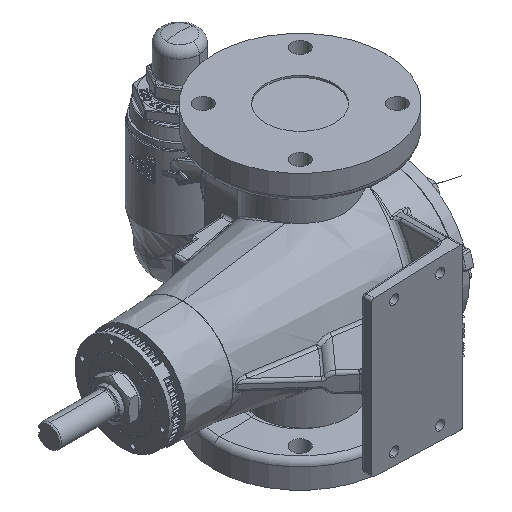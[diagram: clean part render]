
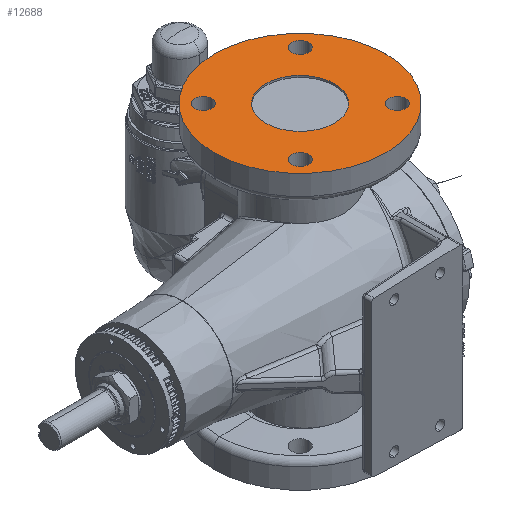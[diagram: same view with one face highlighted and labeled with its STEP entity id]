
A CAD part, isometric view. The second image highlights one B-rep face of the part: STEP entity #12688.
In plain terms, the highlighted planar face has unit normal (0, 0, 1).
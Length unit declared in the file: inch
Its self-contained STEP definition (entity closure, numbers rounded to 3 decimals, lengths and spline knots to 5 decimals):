
#1138 = CARTESIAN_POINT ( 'NONE',  ( -4.24632, -1.00132, 6. ) ) ;
#1442 = EDGE_LOOP ( 'NONE', ( #165343, #145632 ) ) ;
#6969 = ORIENTED_EDGE ( 'NONE', *, *, #169951, .T. ) ;
#7303 = FACE_BOUND ( 'NONE', #14890, .T. ) ;
#7451 = CARTESIAN_POINT ( 'NONE',  ( -4.62132, 3.24132, 6. ) ) ;
#8539 = CARTESIAN_POINT ( 'NONE',  ( -4., 1.12, 6. ) ) ;
#11656 = CARTESIAN_POINT ( 'NONE',  ( -0.37868, -1.00132, 6. ) ) ;
#11831 = AXIS2_PLACEMENT_3D ( 'NONE', #123714, #38817, #81549 ) ;
#12246 = DIRECTION ( 'NONE',  ( 0., 1., 0. ) ) ;
#12688 = ADVANCED_FACE ( 'Defeatured_0_2171', ( #7303, #16260, #171632, #36234, #58397, #118412 ), #78690, .F. ) ;
#14890 = EDGE_LOOP ( 'NONE', ( #126584, #6969 ) ) ;
#16260 = FACE_BOUND ( 'NONE', #164301, .T. ) ;
#16660 = DIRECTION ( 'NONE',  ( -1., 0., 0. ) ) ;
#17284 = CARTESIAN_POINT ( 'NONE',  ( -2.5, 1.12, 6. ) ) ;
#18427 = EDGE_CURVE ( 'Defeatured_0_2176+Defeatured_0_2171+Defeatured_0_2171+Defeatured_0_2171', #52119, #92211, #43706, .T. ) ;
#21144 = VERTEX_POINT ( 'NONE', #92682 ) ;
#24205 = CARTESIAN_POINT ( 'NONE',  ( -4.99632, 3.24132, 6. ) ) ;
#25667 = EDGE_CURVE ( 'Defeatured_0_2171+Defeatured_0_2173+Defeatured_0_2173+Defeatured_0_2173', #69677, #21144, #135025, .T. ) ;
#25680 = EDGE_CURVE ( 'Defeatured_0_2171+Defeatured_0_2172+Defeatured_0_2172+Defeatured_0_2172', #37331, #84077, #99549, .T. ) ;
#30350 = EDGE_CURVE ( 'Defeatured_0_2171+Defeatured_0_2174+Defeatured_0_2174+Defeatured_0_2174', #138603, #143888, #178184, .T. ) ;
#30380 = DIRECTION ( 'NONE',  ( 0., 0., -1. ) ) ;
#31453 = EDGE_CURVE ( 'Defeatured_0_2171+Defeatured_0_2169+Defeatured_0_2169+Defeatured_0_2169', #51483, #113222, #153280, .T. ) ;
#35216 = AXIS2_PLACEMENT_3D ( 'NONE', #156105, #71104, #71730 ) ;
#36234 = FACE_BOUND ( 'NONE', #71463, .T. ) ;
#37331 = VERTEX_POINT ( 'NONE', #88256 ) ;
#38552 = VERTEX_POINT ( 'NONE', #8539 ) ;
#38817 = DIRECTION ( 'NONE',  ( 0., 0., -1. ) ) ;
#41511 = AXIS2_PLACEMENT_3D ( 'NONE', #101982, #102601, #157237 ) ;
#43706 = CIRCLE ( 'NONE', #11831, 3.75 ) ;
#43919 = CARTESIAN_POINT ( 'NONE',  ( -0.00368, 3.24132, 6. ) ) ;
#44182 = CIRCLE ( 'NONE', #118628, 0.375 ) ;
#49529 = DIRECTION ( 'NONE',  ( -1., 0., 0. ) ) ;
#51483 = VERTEX_POINT ( 'NONE', #127908 ) ;
#51597 = CARTESIAN_POINT ( 'NONE',  ( -0.37868, 3.24132, 6. ) ) ;
#52119 = VERTEX_POINT ( 'NONE', #60856 ) ;
#55173 = EDGE_LOOP ( 'NONE', ( #137514, #179140 ) ) ;
#55819 = CARTESIAN_POINT ( 'NONE',  ( -2.5, 1.12, 6. ) ) ;
#56642 = AXIS2_PLACEMENT_3D ( 'NONE', #55819, #70741, #154521 ) ;
#58397 = FACE_BOUND ( 'NONE', #55173, .T. ) ;
#59665 = ORIENTED_EDGE ( 'NONE', *, *, #169071, .T. ) ;
#60726 = EDGE_CURVE ( 'Defeatured_0_2170+Defeatured_0_2171+Defeatured_0_2171+Defeatured_0_2171', #38552, #174771, #62245, .T. ) ;
#60856 = CARTESIAN_POINT ( 'NONE',  ( -6.25, 1.12, 6. ) ) ;
#61938 = CARTESIAN_POINT ( 'NONE',  ( -2.66758, 1.10845, 6. ) ) ;
#62245 = CIRCLE ( 'NONE', #123701, 1.5 ) ;
#63167 = EDGE_CURVE ( 'Defeatured_0_2176+Defeatured_0_2171+Defeatured_0_2171+Defeatured_0_2171', #92211, #52119, #169833, .T. ) ;
#63359 = AXIS2_PLACEMENT_3D ( 'NONE', #11656, #110911, #12246 ) ;
#64256 = EDGE_CURVE ( 'Defeatured_0_2171+Defeatured_0_2172+Defeatured_0_2172+Defeatured_0_2172', #84077, #37331, #183843, .T. ) ;
#66753 = CARTESIAN_POINT ( 'NONE',  ( -1., 1.12, 6. ) ) ;
#69378 = CARTESIAN_POINT ( 'NONE',  ( -2.5, 1.12, 6. ) ) ;
#69677 = VERTEX_POINT ( 'NONE', #94635 ) ;
#70741 = DIRECTION ( 'NONE',  ( 0., 0., 1. ) ) ;
#71104 = DIRECTION ( 'NONE',  ( 0., 0., -1. ) ) ;
#71463 = EDGE_LOOP ( 'NONE', ( #59665, #111064 ) ) ;
#71730 = DIRECTION ( 'NONE',  ( 1., 0., 0. ) ) ;
#75399 = AXIS2_PLACEMENT_3D ( 'NONE', #85439, #96671, #111587 ) ;
#77239 = AXIS2_PLACEMENT_3D ( 'NONE', #104124, #30380, #49529 ) ;
#78690 = PLANE ( 'NONE',  #95224 ) ;
#81549 = DIRECTION ( 'NONE',  ( -1., 0., 0. ) ) ;
#84077 = VERTEX_POINT ( 'NONE', #1138 ) ;
#85439 = CARTESIAN_POINT ( 'NONE',  ( -0.37868, -1.00132, 6. ) ) ;
#86061 = DIRECTION ( 'NONE',  ( 1., 0., 0. ) ) ;
#88256 = CARTESIAN_POINT ( 'NONE',  ( -4.99632, -1.00132, 6. ) ) ;
#92211 = VERTEX_POINT ( 'NONE', #109601 ) ;
#92682 = CARTESIAN_POINT ( 'NONE',  ( -0.75368, -1.00132, 6. ) ) ;
#94236 = DIRECTION ( 'NONE',  ( 0., 0., -1. ) ) ;
#94635 = CARTESIAN_POINT ( 'NONE',  ( -0.00368, -1.00132, 6. ) ) ;
#94645 = CIRCLE ( 'NONE', #41511, 0.375 ) ;
#95224 = AXIS2_PLACEMENT_3D ( 'NONE', #61938, #161275, #162516 ) ;
#96671 = DIRECTION ( 'NONE',  ( 0., 0., -1. ) ) ;
#98533 = DIRECTION ( 'NONE',  ( -1., 0., 0. ) ) ;
#99549 = CIRCLE ( 'NONE', #133518, 0.375 ) ;
#99819 = CIRCLE ( 'NONE', #56642, 1.5 ) ;
#101133 = AXIS2_PLACEMENT_3D ( 'NONE', #7451, #94236, #181735 ) ;
#101649 = DIRECTION ( 'NONE',  ( 0., 0., -1. ) ) ;
#101982 = CARTESIAN_POINT ( 'NONE',  ( -4.62132, 3.24132, 6. ) ) ;
#102601 = DIRECTION ( 'NONE',  ( 0., 0., -1. ) ) ;
#104124 = CARTESIAN_POINT ( 'NONE',  ( -0.37868, 3.24132, 6. ) ) ;
#109601 = CARTESIAN_POINT ( 'NONE',  ( 1.25, 1.12, 6. ) ) ;
#110475 = CARTESIAN_POINT ( 'NONE',  ( -0.75368, 3.24132, 6. ) ) ;
#110911 = DIRECTION ( 'NONE',  ( 0., 0., -1. ) ) ;
#111064 = ORIENTED_EDGE ( 'NONE', *, *, #30350, .T. ) ;
#111587 = DIRECTION ( 'NONE',  ( 0., 1., 0. ) ) ;
#112495 = ORIENTED_EDGE ( 'NONE', *, *, #63167, .F. ) ;
#113222 = VERTEX_POINT ( 'NONE', #24205 ) ;
#114711 = AXIS2_PLACEMENT_3D ( 'NONE', #17284, #101649, #16660 ) ;
#116500 = DIRECTION ( 'NONE',  ( 0., 0., -1. ) ) ;
#117337 = EDGE_CURVE ( 'Defeatured_0_2170+Defeatured_0_2171+Defeatured_0_2171+Defeatured_0_2171', #174771, #38552, #99819, .T. ) ;
#118412 = FACE_OUTER_BOUND ( 'NONE', #157953, .T. ) ;
#118628 = AXIS2_PLACEMENT_3D ( 'NONE', #51597, #121700, #137792 ) ;
#121700 = DIRECTION ( 'NONE',  ( 0., 0., -1. ) ) ;
#122505 = ORIENTED_EDGE ( 'NONE', *, *, #64256, .T. ) ;
#123701 = AXIS2_PLACEMENT_3D ( 'NONE', #69378, #182321, #98533 ) ;
#123714 = CARTESIAN_POINT ( 'NONE',  ( -2.5, 1.12, 6. ) ) ;
#123780 = ORIENTED_EDGE ( 'NONE', *, *, #25680, .T. ) ;
#126584 = ORIENTED_EDGE ( 'NONE', *, *, #31453, .T. ) ;
#127908 = CARTESIAN_POINT ( 'NONE',  ( -4.24632, 3.24132, 6. ) ) ;
#130730 = CARTESIAN_POINT ( 'NONE',  ( -4.62132, -1.00132, 6. ) ) ;
#133518 = AXIS2_PLACEMENT_3D ( 'NONE', #130730, #116500, #86061 ) ;
#135025 = CIRCLE ( 'NONE', #75399, 0.375 ) ;
#137514 = ORIENTED_EDGE ( 'NONE', *, *, #117337, .F. ) ;
#137792 = DIRECTION ( 'NONE',  ( -1., 0., 0. ) ) ;
#138603 = VERTEX_POINT ( 'NONE', #110475 ) ;
#143888 = VERTEX_POINT ( 'NONE', #43919 ) ;
#145632 = ORIENTED_EDGE ( 'NONE', *, *, #166055, .T. ) ;
#146952 = CIRCLE ( 'NONE', #63359, 0.375 ) ;
#153280 = CIRCLE ( 'NONE', #101133, 0.375 ) ;
#154521 = DIRECTION ( 'NONE',  ( -1., 0., 0. ) ) ;
#156105 = CARTESIAN_POINT ( 'NONE',  ( -4.62132, -1.00132, 6. ) ) ;
#157237 = DIRECTION ( 'NONE',  ( 0., -1., 0. ) ) ;
#157953 = EDGE_LOOP ( 'NONE', ( #112495, #160910 ) ) ;
#160910 = ORIENTED_EDGE ( 'NONE', *, *, #18427, .F. ) ;
#161275 = DIRECTION ( 'NONE',  ( 0., 0., -1. ) ) ;
#162516 = DIRECTION ( 'NONE',  ( 1., 0., 0. ) ) ;
#164301 = EDGE_LOOP ( 'NONE', ( #122505, #123780 ) ) ;
#165343 = ORIENTED_EDGE ( 'NONE', *, *, #25667, .T. ) ;
#166055 = EDGE_CURVE ( 'Defeatured_0_2171+Defeatured_0_2173+Defeatured_0_2173+Defeatured_0_2173', #21144, #69677, #146952, .T. ) ;
#169071 = EDGE_CURVE ( 'Defeatured_0_2171+Defeatured_0_2174+Defeatured_0_2174+Defeatured_0_2174', #143888, #138603, #44182, .T. ) ;
#169833 = CIRCLE ( 'NONE', #114711, 3.75 ) ;
#169951 = EDGE_CURVE ( 'Defeatured_0_2171+Defeatured_0_2169+Defeatured_0_2169+Defeatured_0_2169', #113222, #51483, #94645, .T. ) ;
#171632 = FACE_BOUND ( 'NONE', #1442, .T. ) ;
#174771 = VERTEX_POINT ( 'NONE', #66753 ) ;
#178184 = CIRCLE ( 'NONE', #77239, 0.375 ) ;
#179140 = ORIENTED_EDGE ( 'NONE', *, *, #60726, .F. ) ;
#181735 = DIRECTION ( 'NONE',  ( 0., -1., 0. ) ) ;
#182321 = DIRECTION ( 'NONE',  ( 0., 0., 1. ) ) ;
#183843 = CIRCLE ( 'NONE', #35216, 0.375 ) ;
